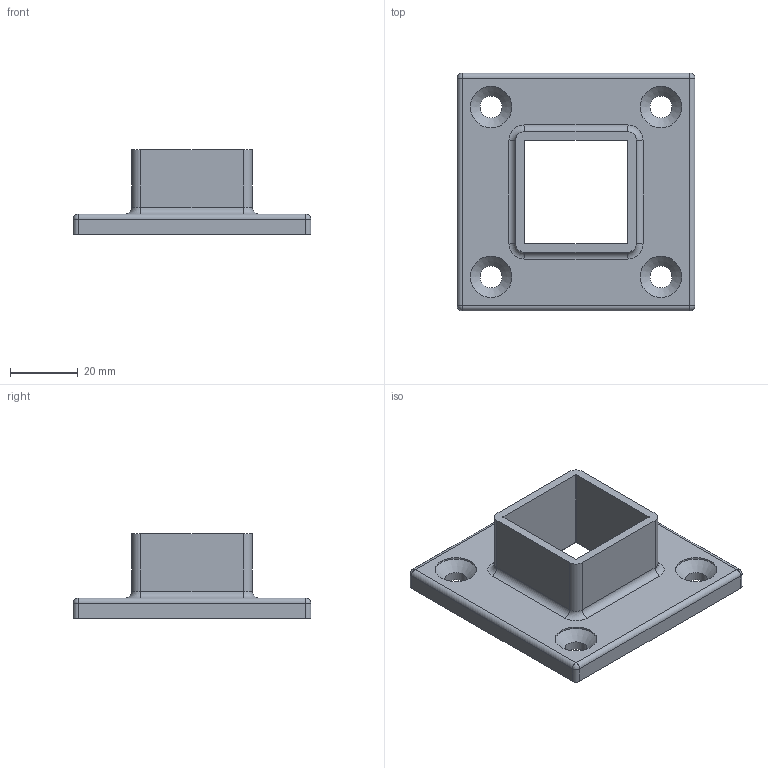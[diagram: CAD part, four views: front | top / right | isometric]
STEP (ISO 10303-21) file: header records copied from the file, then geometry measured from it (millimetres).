
FILE_DESCRIPTION(/* description */ (''),/* implementation_level */ '2;1');
FILE_NAME(/* name */ 'Bodenanker_geschliefen_X251.stp',/* time_stamp */ '2017-06-15T09:52:57+02:00',/* author */ (''),/* organization */ (''),/* preprocessor_version */ 'ST-DEVELOPER v16',/* originating_system */ 'SIEMENS PLM Software NX 11.0',/* authorisation */ '');
FILE_SCHEMA (('AUTOMOTIVE_DESIGN { 1 0 10303 214 3 1 1 1 }'));
Length unit declared in the file: millimetre
Products named in the file (1): Goge1D3CD327kvms
Bounding box: 70 x 70 x 25 mm (x, y, z)
Volume: 28535.9 mm3; surface area: 15083.7 mm2
Topology: 1 solids, 1 shells, 63 faces, 148 edges, 84 vertices
Faces by surface type: cylinder 28, plane 19, cone 8, torus 4, sphere 4
Full cylindrical faces by diameter (mm): 6.5 x4, 12.2 x4
Entity records: 1746 total; most frequent: DIRECTION 324, CARTESIAN_POINT 280, ORIENTED_EDGE 264, EDGE_CURVE 132, AXIS2_PLACEMENT_3D 128, EDGE_LOOP 86, VERTEX_POINT 84, LINE 68
